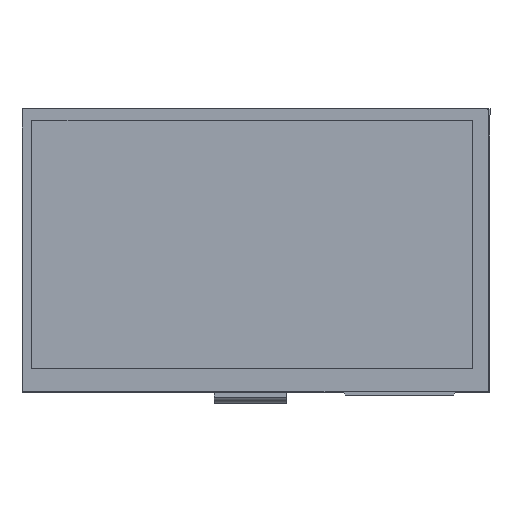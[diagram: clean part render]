
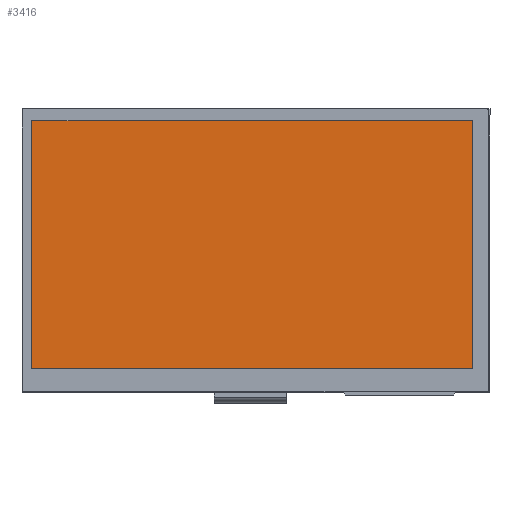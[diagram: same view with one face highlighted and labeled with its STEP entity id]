
A CAD part, top view. The second image highlights one B-rep face of the part: STEP entity #3416.
In plain terms, the highlighted face is planar.
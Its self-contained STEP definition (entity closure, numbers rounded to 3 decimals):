
#314=FACE_OUTER_BOUND('',#514,.T.);
#514=EDGE_LOOP('',(#2782,#2783,#2784,#2785));
#841=LINE('',#5260,#1269);
#845=LINE('',#5268,#1273);
#848=LINE('',#5274,#1276);
#851=LINE('',#5279,#1279);
#1269=VECTOR('',#4308,155.08);
#1273=VECTOR('',#4314,87.42);
#1276=VECTOR('',#4319,155.08);
#1279=VECTOR('',#4324,87.42);
#1632=VERTEX_POINT('',#5258);
#1633=VERTEX_POINT('',#5259);
#1636=VERTEX_POINT('',#5267);
#1638=VERTEX_POINT('',#5273);
#2029=EDGE_CURVE('',#1632,#1633,#841,.T.);
#2033=EDGE_CURVE('',#1633,#1636,#845,.T.);
#2036=EDGE_CURVE('',#1636,#1638,#848,.T.);
#2039=EDGE_CURVE('',#1638,#1632,#851,.T.);
#2782=ORIENTED_EDGE('',*,*,#2039,.T.);
#2783=ORIENTED_EDGE('',*,*,#2029,.T.);
#2784=ORIENTED_EDGE('',*,*,#2033,.T.);
#2785=ORIENTED_EDGE('',*,*,#2036,.T.);
#3223=PLANE('',#3662);
#3416=ADVANCED_FACE('',(#314),#3223,.T.);
#3662=AXIS2_PLACEMENT_3D('',#5281,#4326,#4327);
#4308=DIRECTION('',(0.,0.,-1.));
#4314=DIRECTION('',(1.,0.,0.));
#4319=DIRECTION('',(0.,0.,1.));
#4324=DIRECTION('',(-1.,0.,0.));
#4326=DIRECTION('center_axis',(0.,-1.,0.));
#4327=DIRECTION('ref_axis',(0.,0.,-1.));
#5258=CARTESIAN_POINT('',(-87.42,0.,0.));
#5259=CARTESIAN_POINT('',(-87.42,0.,-155.08));
#5260=CARTESIAN_POINT('',(-87.42,0.,0.));
#5267=CARTESIAN_POINT('',(0.,0.,-155.08));
#5268=CARTESIAN_POINT('',(-87.42,0.,-155.08));
#5273=CARTESIAN_POINT('',(0.,0.,0.));
#5274=CARTESIAN_POINT('',(0.,0.,-155.08));
#5279=CARTESIAN_POINT('',(0.,0.,0.));
#5281=CARTESIAN_POINT('Origin',(-43.71,0.,-77.54));
